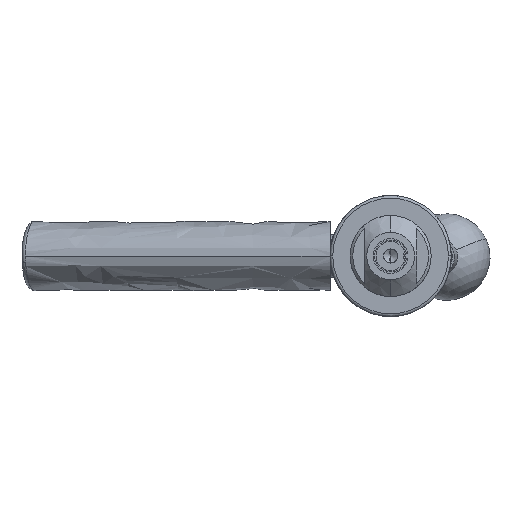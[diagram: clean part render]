
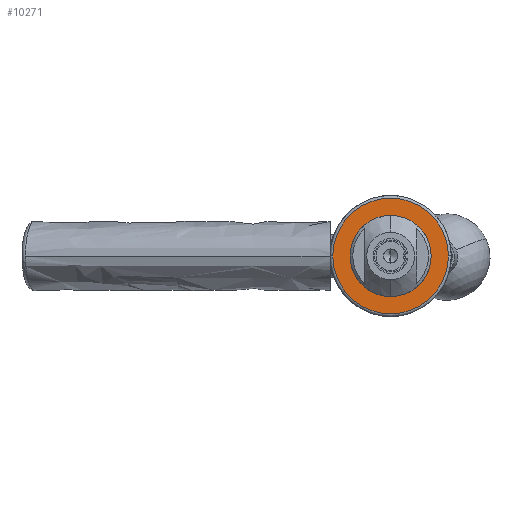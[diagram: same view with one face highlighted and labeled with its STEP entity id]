
A CAD part, left-side view. The second image highlights one B-rep face of the part: STEP entity #10271.
In plain terms, the highlighted planar face has unit normal (-1, 0, 0).
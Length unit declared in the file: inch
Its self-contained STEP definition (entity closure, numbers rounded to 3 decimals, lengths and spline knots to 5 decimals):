
#92 = EDGE_CURVE ( 'NONE', #2811, #13260, #2172, .T. ) ;
#127 = VERTEX_POINT ( 'NONE', #16013 ) ;
#574 = DIRECTION ( 'NONE',  ( -1., 0., 0. ) ) ;
#1272 = DIRECTION ( 'NONE',  ( -1., 0., 0. ) ) ;
#1917 = DIRECTION ( 'NONE',  ( 0., -1., 0. ) ) ;
#2003 = FACE_BOUND ( 'NONE', #12304, .T. ) ;
#2172 = CIRCLE ( 'NONE', #4358, 0.27344 ) ;
#2811 = VERTEX_POINT ( 'NONE', #7109 ) ;
#3009 = DIRECTION ( 'NONE',  ( -1., 0., 0. ) ) ;
#3715 = EDGE_CURVE ( 'NONE', #5389, #127, #11480, .T. ) ;
#4358 = AXIS2_PLACEMENT_3D ( 'NONE', #14422, #5272, #14340 ) ;
#4478 = DIRECTION ( 'NONE',  ( 0., 0., -1. ) ) ;
#4683 = CIRCLE ( 'NONE', #5774, 0.835 ) ;
#5272 = DIRECTION ( 'NONE',  ( -1., 0., 0. ) ) ;
#5389 = VERTEX_POINT ( 'NONE', #14400 ) ;
#5774 = AXIS2_PLACEMENT_3D ( 'NONE', #9236, #3009, #6871 ) ;
#5893 = AXIS2_PLACEMENT_3D ( 'NONE', #8633, #7145, #1917 ) ;
#6609 = CIRCLE ( 'NONE', #14657, 0.27344 ) ;
#6871 = DIRECTION ( 'NONE',  ( 0., -1., 0. ) ) ;
#6998 = CARTESIAN_POINT ( 'NONE',  ( -3.921, 0., 0. ) ) ;
#7109 = CARTESIAN_POINT ( 'NONE',  ( -3.921, 0., -0.27344 ) ) ;
#7131 = DIRECTION ( 'NONE',  ( 0., -1., 0. ) ) ;
#7145 = DIRECTION ( 'NONE',  ( 1., 0., 0. ) ) ;
#8633 = CARTESIAN_POINT ( 'NONE',  ( -3.921, -0.875, 0. ) ) ;
#8844 = EDGE_LOOP ( 'NONE', ( #11345, #10016 ) ) ;
#9236 = CARTESIAN_POINT ( 'NONE',  ( -3.921, 0., 0. ) ) ;
#9659 = CARTESIAN_POINT ( 'NONE',  ( -3.921, 0., 0. ) ) ;
#10016 = ORIENTED_EDGE ( 'NONE', *, *, #14443, .T. ) ;
#10271 = ADVANCED_FACE ( 'NONE', ( #2003, #10998 ), #13515, .F. ) ;
#10399 = ORIENTED_EDGE ( 'NONE', *, *, #92, .F. ) ;
#10998 = FACE_OUTER_BOUND ( 'NONE', #8844, .T. ) ;
#11345 = ORIENTED_EDGE ( 'NONE', *, *, #3715, .T. ) ;
#11480 = CIRCLE ( 'NONE', #15521, 0.835 ) ;
#12304 = EDGE_LOOP ( 'NONE', ( #10399, #12984 ) ) ;
#12984 = ORIENTED_EDGE ( 'NONE', *, *, #15002, .F. ) ;
#13260 = VERTEX_POINT ( 'NONE', #14598 ) ;
#13515 = PLANE ( 'NONE',  #5893 ) ;
#14340 = DIRECTION ( 'NONE',  ( 0., 0., -1. ) ) ;
#14400 = CARTESIAN_POINT ( 'NONE',  ( -3.921, -0.835, 0. ) ) ;
#14422 = CARTESIAN_POINT ( 'NONE',  ( -3.921, 0., 0. ) ) ;
#14443 = EDGE_CURVE ( 'NONE', #127, #5389, #4683, .T. ) ;
#14598 = CARTESIAN_POINT ( 'NONE',  ( -3.921, 0., 0.27344 ) ) ;
#14657 = AXIS2_PLACEMENT_3D ( 'NONE', #6998, #574, #4478 ) ;
#15002 = EDGE_CURVE ( 'NONE', #13260, #2811, #6609, .T. ) ;
#15521 = AXIS2_PLACEMENT_3D ( 'NONE', #9659, #1272, #7131 ) ;
#16013 = CARTESIAN_POINT ( 'NONE',  ( -3.921, 0.835, 0. ) ) ;
